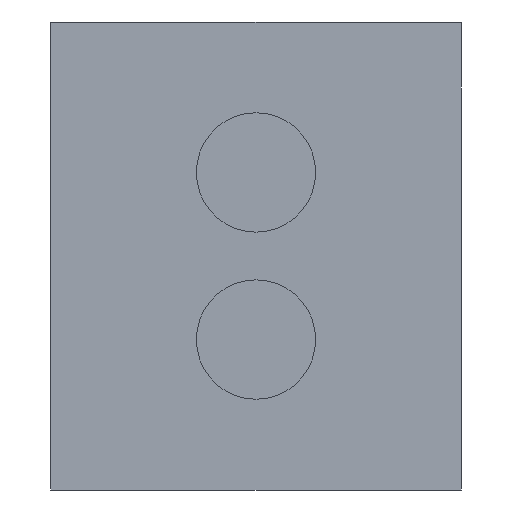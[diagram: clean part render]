
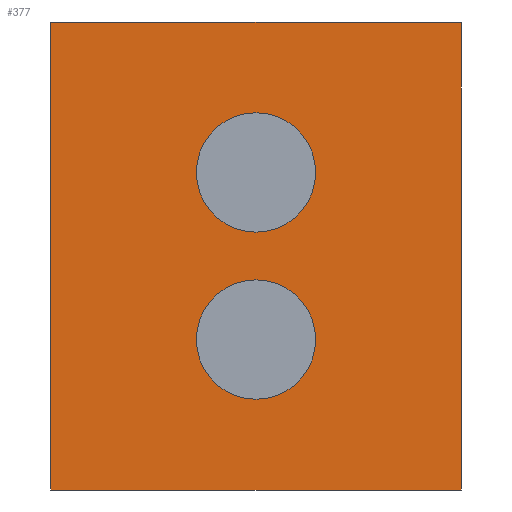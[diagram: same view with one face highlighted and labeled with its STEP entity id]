
A CAD part, front view. The second image highlights one B-rep face of the part: STEP entity #377.
In plain terms, the highlighted planar face has unit normal (0, -1, 0).
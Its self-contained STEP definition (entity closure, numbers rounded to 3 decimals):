
#15=FACE_BOUND('',#141,.T.);
#16=FACE_BOUND('',#142,.T.);
#31=LINE('',#584,#76);
#32=LINE('',#586,#77);
#33=LINE('',#588,#78);
#34=LINE('',#589,#79);
#76=VECTOR('',#481,10.);
#77=VECTOR('',#482,10.);
#78=VECTOR('',#483,10.);
#79=VECTOR('',#484,10.);
#118=FACE_OUTER_BOUND('',#140,.T.);
#140=EDGE_LOOP('',(#269,#270,#271,#272));
#141=EDGE_LOOP('',(#273));
#142=EDGE_LOOP('',(#274));
#161=CIRCLE('',#424,5.);
#163=CIRCLE('',#428,5.);
#174=VERTEX_POINT('',#575);
#176=VERTEX_POINT('',#582);
#177=VERTEX_POINT('',#583);
#178=VERTEX_POINT('',#585);
#179=VERTEX_POINT('',#587);
#180=VERTEX_POINT('',#590);
#210=EDGE_CURVE('',#174,#174,#161,.T.);
#213=EDGE_CURVE('',#176,#177,#31,.T.);
#214=EDGE_CURVE('',#177,#178,#32,.T.);
#215=EDGE_CURVE('',#178,#179,#33,.T.);
#216=EDGE_CURVE('',#179,#176,#34,.T.);
#217=EDGE_CURVE('',#180,#180,#163,.T.);
#269=ORIENTED_EDGE('',*,*,#213,.T.);
#270=ORIENTED_EDGE('',*,*,#214,.T.);
#271=ORIENTED_EDGE('',*,*,#215,.T.);
#272=ORIENTED_EDGE('',*,*,#216,.T.);
#273=ORIENTED_EDGE('',*,*,#217,.T.);
#274=ORIENTED_EDGE('',*,*,#210,.T.);
#356=PLANE('',#427);
#377=ADVANCED_FACE('',(#118,#15,#16),#356,.T.);
#424=AXIS2_PLACEMENT_3D('',#576,#472,#473);
#427=AXIS2_PLACEMENT_3D('',#581,#479,#480);
#428=AXIS2_PLACEMENT_3D('',#591,#485,#486);
#472=DIRECTION('center_axis',(0.,1.,0.));
#473=DIRECTION('ref_axis',(-1.,0.,0.));
#479=DIRECTION('center_axis',(0.,-1.,0.));
#480=DIRECTION('ref_axis',(0.,0.,-1.));
#481=DIRECTION('',(-1.,0.,0.));
#482=DIRECTION('',(0.,0.,-1.));
#483=DIRECTION('',(1.,0.,0.));
#484=DIRECTION('',(0.,0.,1.));
#485=DIRECTION('center_axis',(0.,1.,0.));
#486=DIRECTION('ref_axis',(-0.877,0.,0.48));
#575=CARTESIAN_POINT('',(7.807,-3.,-3.4));
#576=CARTESIAN_POINT('Origin',(12.807,-3.,-3.4));
#581=CARTESIAN_POINT('Origin',(14.807,-3.,4.7));
#582=CARTESIAN_POINT('',(30.,-3.,9.2));
#583=CARTESIAN_POINT('',(-4.386,-3.,9.2));
#584=CARTESIAN_POINT('',(11.614,-3.,9.2));
#585=CARTESIAN_POINT('',(-4.386,-3.,-30.));
#586=CARTESIAN_POINT('',(-4.386,-3.,24.2));
#587=CARTESIAN_POINT('',(30.,-3.,-30.));
#588=CARTESIAN_POINT('',(-4.386,-3.,-30.));
#589=CARTESIAN_POINT('',(30.,-3.,-15.));
#590=CARTESIAN_POINT('',(17.807,-3.,-17.4));
#591=CARTESIAN_POINT('Origin',(12.807,-3.,-17.4));
